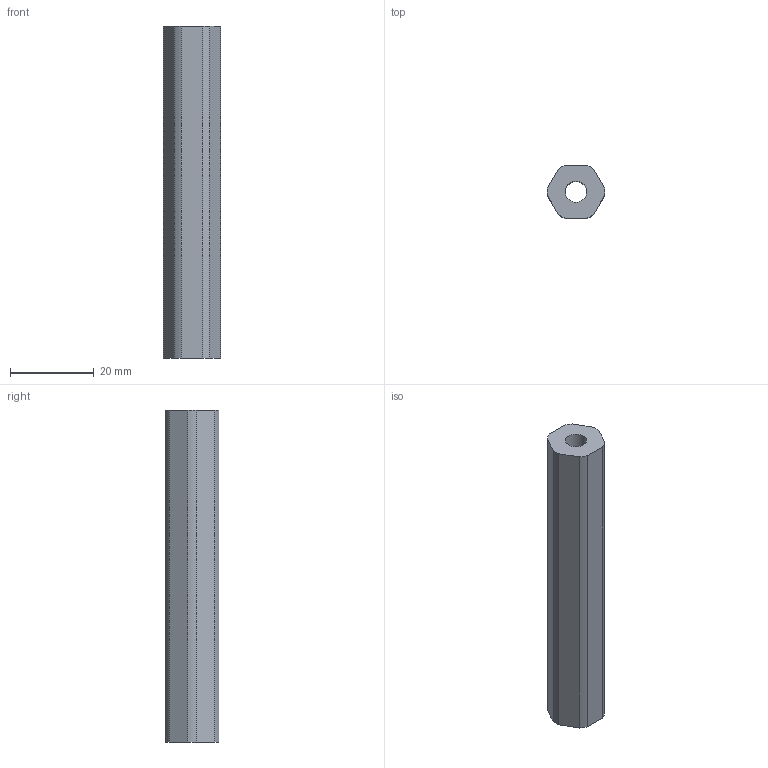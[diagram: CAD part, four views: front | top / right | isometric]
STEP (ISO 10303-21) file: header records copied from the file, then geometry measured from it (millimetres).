
FILE_DESCRIPTION(/* description */ ('STEP AP214'),/* implementation_level */ '2;1');
FILE_NAME(/* name */ 'Axle for wheels 1_2_Hex_x_0_201_ID_ThunderHex_Stock_36_217-4017stp.stp',/* time_stamp */ '2021-07-14T17:45:03-07:00',/* author */ ('gfellows'),/* organization */ (''),/* preprocessor_version */ 'ST-DEVELOPER v18.1',/* originating_system */ 'Autodesk Inventor 2022',/* authorisation */ '');
FILE_SCHEMA (('AUTOMOTIVE_DESIGN { 1 0 10303 214 3 1 1 }'));
Length unit declared in the file: inch
Products named in the file (1): Axel for wheels 1_2_Hex_x_0_201_ID_ThunderHex_Stock_36_217-4017_MIR
Bounding box: 13.72 x 12.75 x 79.38 mm (x, y, z)
Volume: 9337.9 mm3; surface area: 4873.1 mm2
Topology: 1 solids, 1 shells, 15 faces, 39 edges, 26 vertices
Faces by surface type: plane 8, cylinder 7
Full cylindrical faces by diameter (mm): 5.1 x1
Entity records: 529 total; most frequent: DIRECTION 85, CARTESIAN_POINT 81, ORIENTED_EDGE 78, EDGE_CURVE 39, AXIS2_PLACEMENT_3D 30, VERTEX_POINT 26, LINE 25, VECTOR 25
